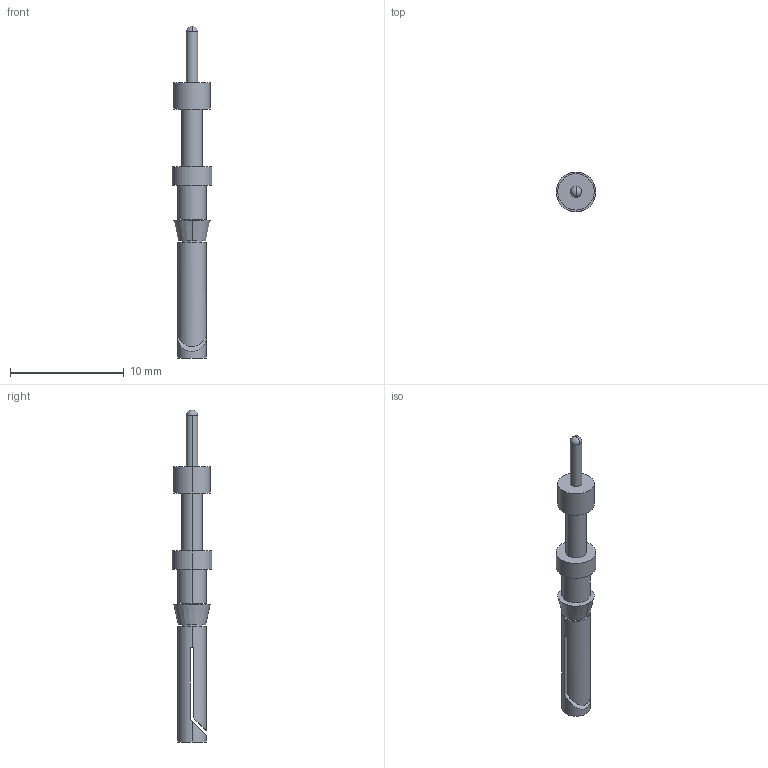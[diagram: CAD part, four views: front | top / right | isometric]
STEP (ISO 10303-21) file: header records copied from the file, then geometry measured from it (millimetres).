
FILE_DESCRIPTION(('Creo Elements/Direct Modeling STEP Export'),'2;1');
FILE_NAME('0ln7uvk43un9tco4420','2016-07-29T14:39:43',(''),(''),'PTC Creo Elements/Direct Modeling STEP processor for AP214 (Solid Model)','PTC Creo Elements/Direct Modeling 19.0B 21-Mar-2015 (C) Parametric Technology GmbH','');
FILE_SCHEMA(('AUTOMOTIVE_DESIGN { 1 0 10303 214 1 1 1 1 }'));
Length unit declared in the file: millimetre
Products named in the file (2): CDFA_6A
Assembly tree (1 placements, depth 2):
  CDFA_6A
    CDFA_6A
Bounding box: 3.5 x 3.5 x 29.2 mm (x, y, z)
Volume: 106.8 mm3; surface area: 296.7 mm2
Topology: 1 solids, 1 shells, 41 faces, 101 edges, 67 vertices
Faces by surface type: cylinder 19, plane 18, sphere 2, cone 2
Entity records: 1114 total; most frequent: ORIENTED_EDGE 198, DIRECTION 178, CARTESIAN_POINT 174, EDGE_CURVE 99, AXIS2_PLACEMENT_3D 71, VERTEX_POINT 67, EDGE_LOOP 50, FACE_OUTER_BOUND 41
